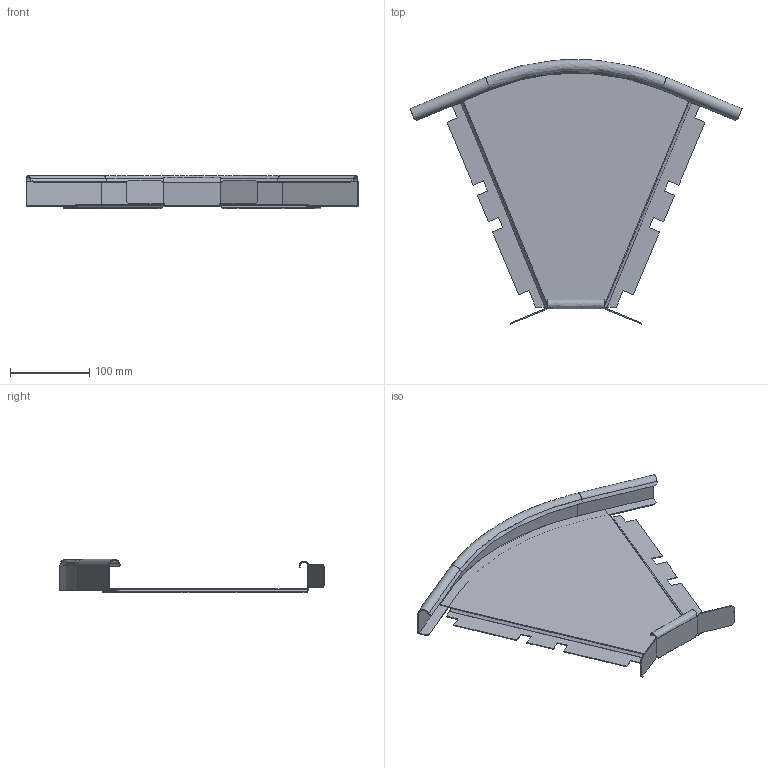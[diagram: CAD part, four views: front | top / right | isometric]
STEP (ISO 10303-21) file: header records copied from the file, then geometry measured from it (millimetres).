
FILE_DESCRIPTION(/* description */ (''),/* implementation_level */ '2;1');
FILE_NAME(/* name */ '6043720',/* time_stamp */ '2016-03-23T13:28:48+01:00',/* author */ (''),/* organization */ (''),/* preprocessor_version */ 'ST-DEVELOPER v15',/* originating_system */ '',/* authorisation */ '');
FILE_SCHEMA (('CONFIG_CONTROL_DESIGN'));
Length unit declared in the file: millimetre
Products named in the file (2): Document; Block 01
Assembly tree (1 placements, depth 2):
  Document
    Block 01
Bounding box: 418.78 x 333.24 x 41.75 mm (x, y, z)
Volume: 118241.6 mm3; surface area: 221066.7 mm2
Topology: 3 solids, 3 shells, 155 faces, 381 edges, 232 vertices
Faces by surface type: plane 111, bspline 44
Entity records: 4633 total; most frequent: CARTESIAN_POINT 1940, ORIENTED_EDGE 762, EDGE_CURVE 381, B_SPLINE_CURVE_WITH_KNOTS 314, VERTEX_POINT 232, ADVANCED_FACE 155, FACE_OUTER_BOUND 155, EDGE_LOOP 155
